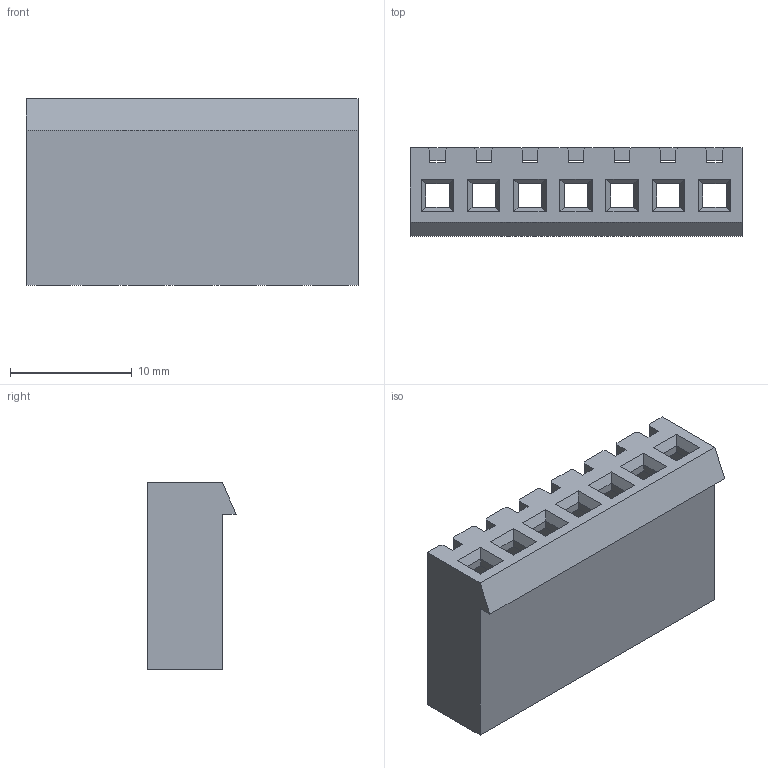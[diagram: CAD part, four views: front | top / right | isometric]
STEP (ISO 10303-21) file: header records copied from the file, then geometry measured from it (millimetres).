
FILE_DESCRIPTION( ('This file contains a STEP AP42 implementation' ,'as created by ZW3D STEP Interface translator.') ,'2;1' );
FILE_NAME( 'WF3961-H07W01.stp' ,'231017.105026', (''), ('ZWCAD Software Co.'), 'Version 1.0', 'ZW3D to STEP translator', '' );
FILE_SCHEMA(('AUTOMOTIVE_DESIGN { 1 0 10303 214 1 1 1 1 }'));
Length unit declared in the file: millimetre
Products named in the file (2): 0; WF3961-H07W01
Bounding box: 27.24 x 7.27 x 15.3 mm (x, y, z)
Volume: 1299 mm3; surface area: 2798.2 mm2
Topology: 1 solids, 1 shells, 190 faces, 543 edges, 348 vertices
Faces by surface type: plane 190
Entity records: 6287 total; most frequent: ORIENTED_EDGE 1086, CARTESIAN_POINT 1082, DIRECTION 925, VECTOR 543, LINE 543, EDGE_CURVE 543, VERTEX_POINT 348, EDGE_LOOP 211
